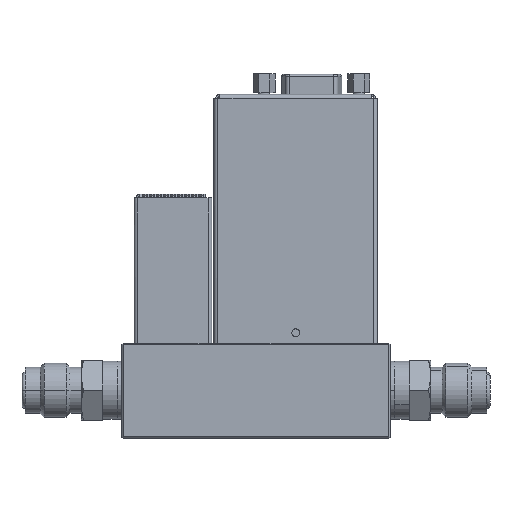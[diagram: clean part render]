
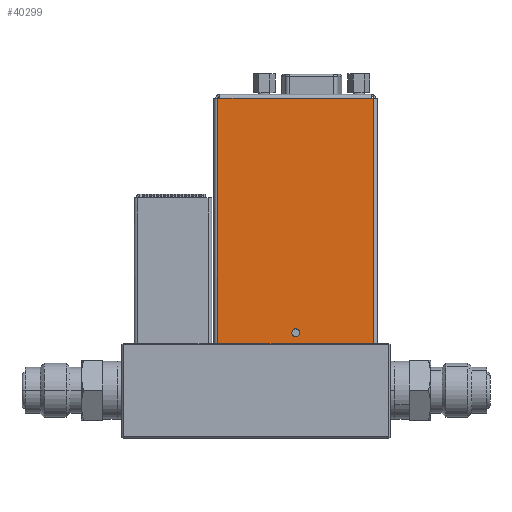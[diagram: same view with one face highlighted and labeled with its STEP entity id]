
A CAD part, top view. The second image highlights one B-rep face of the part: STEP entity #40299.
In plain terms, the highlighted planar face has unit normal (0, 0, 1).
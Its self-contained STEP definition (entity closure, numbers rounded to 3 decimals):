
#9103 = CARTESIAN_POINT ( 'NONE',  ( 11.85, 77.3, 12.5 ) ) ;
#11372 = LINE ( 'NONE', #11376, #68752 ) ;
#11376 = CARTESIAN_POINT ( 'NONE',  ( 11.85, 77.3, 12.5 ) ) ;
#11378 = DIRECTION ( 'NONE',  ( 0., -1., 0. ) ) ;
#14877 = AXIS2_PLACEMENT_3D ( 'NONE', #21481, #21483, #21484 ) ;
#15032 = CIRCLE ( 'NONE', #14877, 1.025 ) ;
#16356 = FACE_BOUND ( 'NONE', #79350, .T. ) ;
#16358 = FACE_OUTER_BOUND ( 'NONE', #79290, .T. ) ;
#16359 = PLANE ( 'NONE',  #56731 ) ;
#16368 = CARTESIAN_POINT ( 'NONE',  ( 52.64, 12.3, 12.5 ) ) ;
#16369 = DIRECTION ( 'NONE',  ( 0., 0., 1. ) ) ;
#16370 = DIRECTION ( 'NONE',  ( 1., 0., 0. ) ) ;
#18034 = CARTESIAN_POINT ( 'NONE',  ( 52.64, 77.3, 12.5 ) ) ;
#18036 = LINE ( 'NONE', #18034, #68795 ) ;
#18078 = DIRECTION ( 'NONE',  ( -1., 0., 0. ) ) ;
#18086 = EDGE_CURVE ( 'NONE', #27234, #27236, #15032, .T. ) ;
#21481 = CARTESIAN_POINT ( 'NONE',  ( 32.5, 15.2, 12.5 ) ) ;
#21483 = DIRECTION ( 'NONE',  ( 0., 0., 1. ) ) ;
#21484 = DIRECTION ( 'NONE',  ( 1., 0., 0. ) ) ;
#22344 = LINE ( 'NONE', #22347, #68984 ) ;
#22347 = CARTESIAN_POINT ( 'NONE',  ( 53.15, 12.3, 12.5 ) ) ;
#22349 = DIRECTION ( 'NONE',  ( 0., 1., 0. ) ) ;
#26911 = VERTEX_POINT ( 'NONE', #58213 ) ;
#27234 = VERTEX_POINT ( 'NONE', #58543 ) ;
#27236 = VERTEX_POINT ( 'NONE', #58545 ) ;
#37514 = VECTOR ( 'NONE', #51459, 1000. ) ;
#37547 = VECTOR ( 'NONE', #51828, 1000. ) ;
#37589 = VECTOR ( 'NONE', #52168, 1000. ) ;
#37606 = CIRCLE ( 'NONE', #37608, 1.025 ) ;
#37608 = AXIS2_PLACEMENT_3D ( 'NONE', #52290, #52292, #52293 ) ;
#40299 = ADVANCED_FACE ( 'NONE', ( #16356, #16358 ), #16359, .T. ) ;
#51456 = LINE ( 'NONE', #51457, #37514 ) ;
#51457 = CARTESIAN_POINT ( 'NONE',  ( 52.64, 12.3, 12.5 ) ) ;
#51459 = DIRECTION ( 'NONE',  ( -1., 0., 0. ) ) ;
#51825 = LINE ( 'NONE', #51827, #37547 ) ;
#51827 = CARTESIAN_POINT ( 'NONE',  ( 52.64, 77.3, 12.5 ) ) ;
#51828 = DIRECTION ( 'NONE',  ( -1., 0., 0. ) ) ;
#52056 = LINE ( 'NONE', #52094, #37589 ) ;
#52094 = CARTESIAN_POINT ( 'NONE',  ( 11.86, 77.3, 12.5 ) ) ;
#52168 = DIRECTION ( 'NONE',  ( 1., 0., 0. ) ) ;
#52290 = CARTESIAN_POINT ( 'NONE',  ( 32.5, 15.2, 12.5 ) ) ;
#52292 = DIRECTION ( 'NONE',  ( 0., 0., 1. ) ) ;
#52293 = DIRECTION ( 'NONE',  ( 1., 0., 0. ) ) ;
#56731 = AXIS2_PLACEMENT_3D ( 'NONE', #16368, #16369, #16370 ) ;
#58213 = CARTESIAN_POINT ( 'NONE',  ( 11.85, 12.3, 12.5 ) ) ;
#58543 = CARTESIAN_POINT ( 'NONE',  ( 31.475, 15.2, 12.5 ) ) ;
#58545 = CARTESIAN_POINT ( 'NONE',  ( 33.525, 15.2, 12.5 ) ) ;
#61841 = CARTESIAN_POINT ( 'NONE',  ( 53.15, 77.3, 12.5 ) ) ;
#62061 = CARTESIAN_POINT ( 'NONE',  ( 12.46, 77.3, 12.5 ) ) ;
#65319 = VERTEX_POINT ( 'NONE', #71927 ) ;
#65333 = VERTEX_POINT ( 'NONE', #71938 ) ;
#66091 = VERTEX_POINT ( 'NONE', #9103 ) ;
#66478 = ORIENTED_EDGE ( 'NONE', *, *, #70094, .F. ) ;
#66479 = ORIENTED_EDGE ( 'NONE', *, *, #18086, .F. ) ;
#66480 = ORIENTED_EDGE ( 'NONE', *, *, #70062, .F. ) ;
#66481 = ORIENTED_EDGE ( 'NONE', *, *, #67519, .T. ) ;
#66482 = ORIENTED_EDGE ( 'NONE', *, *, #69897, .F. ) ;
#66483 = ORIENTED_EDGE ( 'NONE', *, *, #69568, .T. ) ;
#66484 = ORIENTED_EDGE ( 'NONE', *, *, #67804, .T. ) ;
#66485 = ORIENTED_EDGE ( 'NONE', *, *, #69973, .T. ) ;
#67519 = EDGE_CURVE ( 'NONE', #66091, #26911, #11372, .T. ) ;
#67804 = EDGE_CURVE ( 'NONE', #79581, #65319, #18036, .T. ) ;
#68752 = VECTOR ( 'NONE', #11378, 1000. ) ;
#68795 = VECTOR ( 'NONE', #18078, 1000. ) ;
#68984 = VECTOR ( 'NONE', #22349, 1000. ) ;
#69568 = EDGE_CURVE ( 'NONE', #65333, #79581, #22344, .T. ) ;
#69897 = EDGE_CURVE ( 'NONE', #65333, #26911, #51456, .T. ) ;
#69973 = EDGE_CURVE ( 'NONE', #65319, #79807, #51825, .T. ) ;
#70062 = EDGE_CURVE ( 'NONE', #66091, #79807, #52056, .T. ) ;
#70094 = EDGE_CURVE ( 'NONE', #27236, #27234, #37606, .T. ) ;
#71927 = CARTESIAN_POINT ( 'NONE',  ( 52.54, 77.3, 12.5 ) ) ;
#71938 = CARTESIAN_POINT ( 'NONE',  ( 53.15, 12.3, 12.5 ) ) ;
#79290 = EDGE_LOOP ( 'NONE', ( #66480, #66481, #66482, #66483, #66484, #66485 ) ) ;
#79350 = EDGE_LOOP ( 'NONE', ( #66478, #66479 ) ) ;
#79581 = VERTEX_POINT ( 'NONE', #61841 ) ;
#79807 = VERTEX_POINT ( 'NONE', #62061 ) ;
